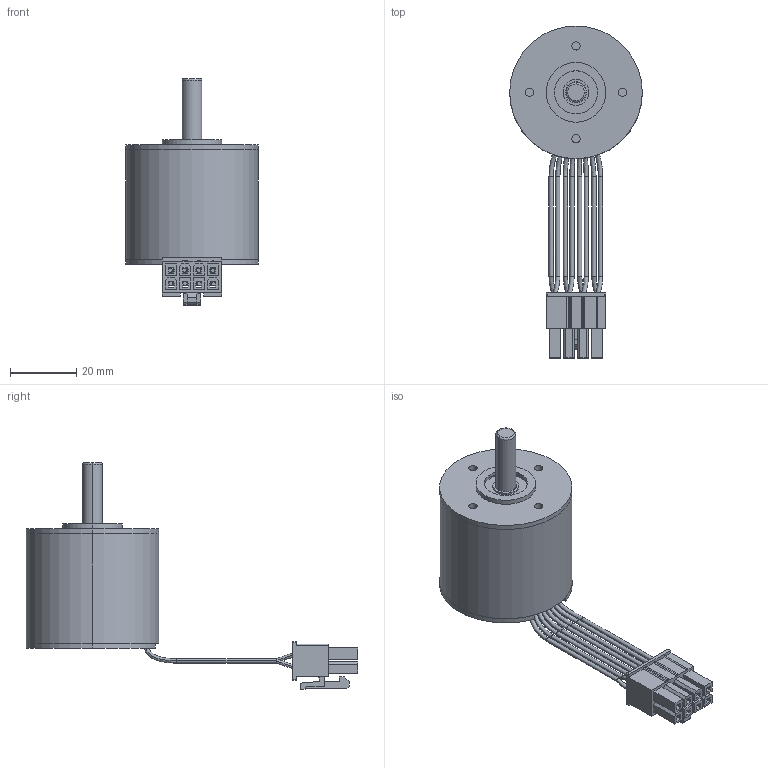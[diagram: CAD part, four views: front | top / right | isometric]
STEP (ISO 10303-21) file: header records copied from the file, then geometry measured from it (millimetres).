
FILE_DESCRIPTION (( 'STEP AP214' ), '1' );
FILE_NAME ('ECi4036S.STEP', '2025-12-01T01:21:21', ( '' ), ( '' ), 'SwSTEP 2.0', 'SolidWorks 2023', '' );
FILE_SCHEMA (( 'AUTOMOTIVE_DESIGN' ));
Length unit declared in the file: millimetre
Products named in the file (1): ECi4036S
Bounding box: 40 x 100 x 68.4 mm (x, y, z)
Volume: 13299.5 mm3; surface area: 23113.6 mm2
Topology: 14 solids, 14 shells, 543 faces, 1374 edges, 880 vertices
Faces by surface type: plane 377, cylinder 110, bspline 32, cone 12, torus 12
Entity records: 19715 total; most frequent: CARTESIAN_POINT 6496, ORIENTED_EDGE 2748, DIRECTION 2583, EDGE_CURVE 1374, VECTOR 1053, LINE 1053, VERTEX_POINT 880, AXIS2_PLACEMENT_3D 765
